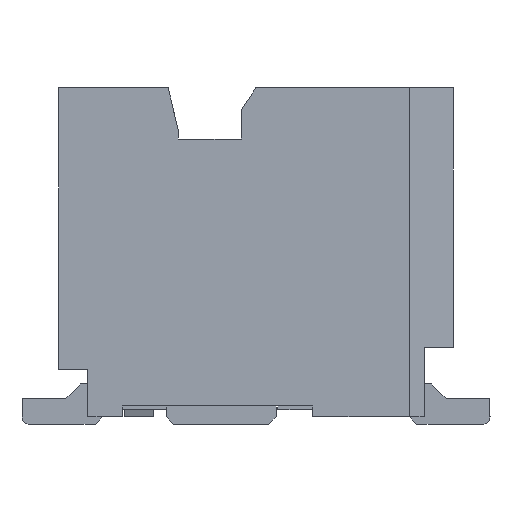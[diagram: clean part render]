
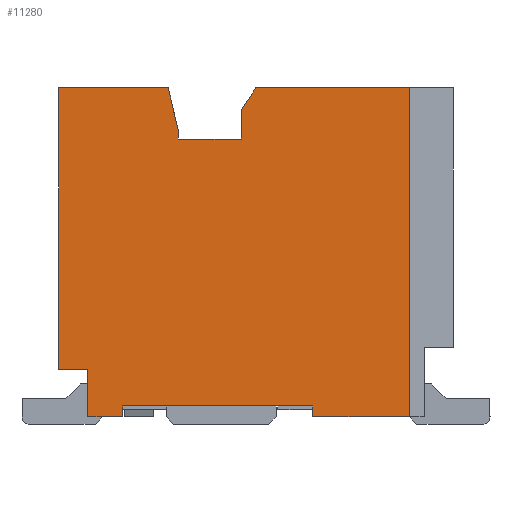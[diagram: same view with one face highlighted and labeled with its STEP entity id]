
A CAD part, left-side view. The second image highlights one B-rep face of the part: STEP entity #11280.
In plain terms, the highlighted face is planar.
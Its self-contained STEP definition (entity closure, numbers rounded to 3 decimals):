
#3500=CARTESIAN_POINT('',(21.226,3.304,3.85));
#3510=VERTEX_POINT('',#3500);
#3540=CARTESIAN_POINT('',(21.226,3.304,4.5));
#3550=DIRECTION('',(0.,0.,-1.));
#3560=VECTOR('',#3550,1.);
#3570=LINE('',#3540,#3560);
#3580=CARTESIAN_POINT('',(21.226,3.304,4.5));
#3590=VERTEX_POINT('',#3580);
#3600=EDGE_CURVE('',#3590,#3510,#3570,.T.);
#8980=CARTESIAN_POINT('',(21.226,2.829,4.35));
#8990=VERTEX_POINT('',#8980);
#9020=CARTESIAN_POINT('',(21.226,0.229,4.35));
#9030=DIRECTION('',(0.,1.,0.));
#9040=VECTOR('',#9030,1.);
#9050=LINE('',#9020,#9040);
#9060=CARTESIAN_POINT('',(21.226,0.229,4.35));
#9070=VERTEX_POINT('',#9060);
#9080=EDGE_CURVE('',#9070,#8990,#9050,.T.);
#9980=CARTESIAN_POINT('',(21.226,0.229,4.5));
#9990=VERTEX_POINT('',#9980);
#10090=CARTESIAN_POINT('',(21.226,0.229,4.5));
#10100=DIRECTION('',(0.,0.,-1.));
#10110=VECTOR('',#10100,1.);
#10120=LINE('',#10090,#10110);
#10130=EDGE_CURVE('',#9990,#9070,#10120,.T.);
#10180=CARTESIAN_POINT('',(21.226,3.824,4.613));
#10190=DIRECTION('',(1.,0.,0.));
#10200=DIRECTION('',(0.,-1.,0.));
#10210=AXIS2_PLACEMENT_3D('',#10180,#10190,#10200);
#10220=PLANE('',#10210);
#10230=CARTESIAN_POINT('',(21.226,2.829,4.35));
#10240=DIRECTION('',(0.,0.,1.));
#10250=VECTOR('',#10240,1.);
#10260=LINE('',#10230,#10250);
#10270=CARTESIAN_POINT('',(21.226,2.829,4.5));
#10280=VERTEX_POINT('',#10270);
#10290=EDGE_CURVE('',#8990,#10280,#10260,.T.);
#10300=ORIENTED_EDGE('',*,*,#10290,.F.);
#10310=CARTESIAN_POINT('',(21.226,2.829,4.5));
#10320=DIRECTION('',(0.,1.,0.));
#10330=VECTOR('',#10320,1.);
#10340=LINE('',#10310,#10330);
#10350=EDGE_CURVE('',#10280,#3590,#10340,.T.);
#10360=ORIENTED_EDGE('',*,*,#10350,.F.);
#10370=ORIENTED_EDGE('',*,*,#3600,.F.);
#10380=CARTESIAN_POINT('',(21.226,3.704,3.85));
#10390=DIRECTION('',(0.,-1.,0.));
#10400=VECTOR('',#10390,1.);
#10410=LINE('',#10380,#10400);
#10420=CARTESIAN_POINT('',(21.226,3.704,3.85));
#10430=VERTEX_POINT('',#10420);
#10440=EDGE_CURVE('',#10430,#3510,#10410,.T.);
#10450=ORIENTED_EDGE('',*,*,#10440,.T.);
#10460=CARTESIAN_POINT('',(21.226,3.704,3.85));
#10470=DIRECTION('',(0.,0.,-1.));
#10480=VECTOR('',#10470,1.);
#10490=LINE('',#10460,#10480);
#10500=CARTESIAN_POINT('',(21.226,3.704,0.));
#10510=VERTEX_POINT('',#10500);
#10520=EDGE_CURVE('',#10430,#10510,#10490,.T.);
#10530=ORIENTED_EDGE('',*,*,#10520,.F.);
#10540=CARTESIAN_POINT('',(21.226,3.704,0.));
#10550=DIRECTION('',(0.,-1.,0.));
#10560=VECTOR('',#10550,1.);
#10570=LINE('',#10540,#10560);
#10580=CARTESIAN_POINT('',(21.226,2.204,0.));
#10590=VERTEX_POINT('',#10580);
#10600=EDGE_CURVE('',#10510,#10590,#10570,.T.);
#10610=ORIENTED_EDGE('',*,*,#10600,.F.);
#10620=CARTESIAN_POINT('',(21.226,2.064,0.6));
#10630=DIRECTION('',(0.,0.227,-0.974));
#10640=VECTOR('',#10630,1.);
#10650=LINE('',#10620,#10640);
#10660=CARTESIAN_POINT('',(21.226,2.064,0.6));
#10670=VERTEX_POINT('',#10660);
#10680=EDGE_CURVE('',#10670,#10590,#10650,.T.);
#10690=ORIENTED_EDGE('',*,*,#10680,.T.);
#10700=CARTESIAN_POINT('',(21.226,2.064,0.6));
#10710=DIRECTION('',(0.,0.,1.));
#10720=VECTOR('',#10710,1.);
#10730=LINE('',#10700,#10720);
#10740=CARTESIAN_POINT('',(21.226,2.064,0.7));
#10750=VERTEX_POINT('',#10740);
#10760=EDGE_CURVE('',#10670,#10750,#10730,.T.);
#10770=ORIENTED_EDGE('',*,*,#10760,.F.);
#10780=CARTESIAN_POINT('',(21.226,2.064,0.7));
#10790=DIRECTION('',(0.,-1.,0.));
#10800=VECTOR('',#10790,1.);
#10810=LINE('',#10780,#10800);
#10820=CARTESIAN_POINT('',(21.226,1.204,0.7));
#10830=VERTEX_POINT('',#10820);
#10840=EDGE_CURVE('',#10750,#10830,#10810,.T.);
#10850=ORIENTED_EDGE('',*,*,#10840,.F.);
#10860=CARTESIAN_POINT('',(21.226,1.204,0.7));
#10870=DIRECTION('',(0.,0.,-1.));
#10880=VECTOR('',#10870,1.);
#10890=LINE('',#10860,#10880);
#10900=CARTESIAN_POINT('',(21.226,1.204,0.3));
#10910=VERTEX_POINT('',#10900);
#10920=EDGE_CURVE('',#10830,#10910,#10890,.T.);
#10930=ORIENTED_EDGE('',*,*,#10920,.F.);
#10940=CARTESIAN_POINT('',(21.226,1.004,0.));
#10950=DIRECTION('',(0.,0.555,0.832));
#10960=VECTOR('',#10950,1.);
#10970=LINE('',#10940,#10960);
#10980=CARTESIAN_POINT('',(21.226,1.004,0.));
#10990=VERTEX_POINT('',#10980);
#11000=EDGE_CURVE('',#10990,#10910,#10970,.T.);
#11010=ORIENTED_EDGE('',*,*,#11000,.T.);
#11020=CARTESIAN_POINT('',(21.226,1.004,0.));
#11030=DIRECTION('',(0.,-1.,0.));
#11040=VECTOR('',#11030,1.);
#11050=LINE('',#11020,#11040);
#11060=CARTESIAN_POINT('',(21.226,-1.096,
0.));
#11070=VERTEX_POINT('',#11060);
#11080=EDGE_CURVE('',#10990,#11070,#11050,.T.);
#11090=ORIENTED_EDGE('',*,*,#11080,.F.);
#11100=CARTESIAN_POINT('',(21.226,-1.096,4.5));
#11110=DIRECTION('',(0.,0.,-1.));
#11120=VECTOR('',#11110,1.);
#11130=LINE('',#11100,#11120);
#11140=CARTESIAN_POINT('',(21.226,-1.096,4.5));
#11150=VERTEX_POINT('',#11140);
#11160=EDGE_CURVE('',#11150,#11070,#11130,.T.);
#11170=ORIENTED_EDGE('',*,*,#11160,.T.);
#11180=CARTESIAN_POINT('',(21.226,-1.096,4.5));
#11190=DIRECTION('',(0.,1.,0.));
#11200=VECTOR('',#11190,1.);
#11210=LINE('',#11180,#11200);
#11220=EDGE_CURVE('',#11150,#9990,#11210,.T.);
#11230=ORIENTED_EDGE('',*,*,#11220,.F.);
#11240=ORIENTED_EDGE('',*,*,#10130,.F.);
#11250=ORIENTED_EDGE('',*,*,#9080,.F.);
#11260=EDGE_LOOP('',(#11250,#11240,#11230,#11170,#11090,#11010,#10930,
#10850,#10770,#10690,#10610,#10530,#10450,#10370,#10360,#10300));
#11270=FACE_OUTER_BOUND('',#11260,.T.);
#11280=ADVANCED_FACE('',(#11270),#10220,.T.);
